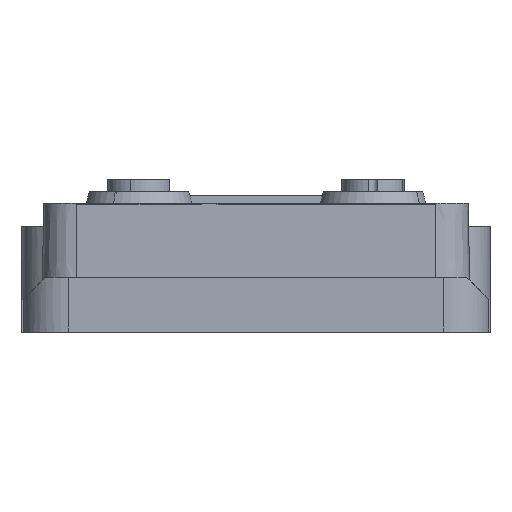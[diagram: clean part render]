
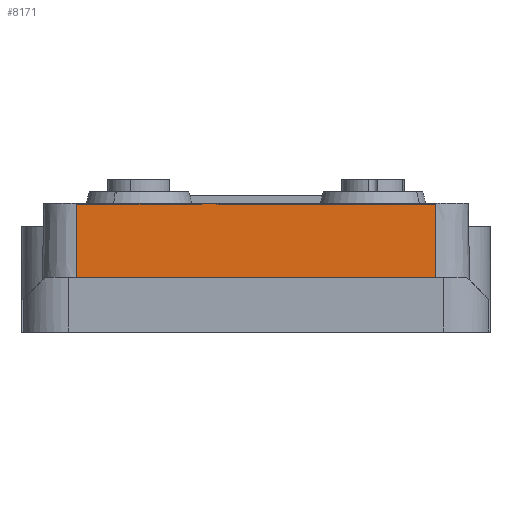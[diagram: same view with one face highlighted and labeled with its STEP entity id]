
A CAD part, front view. The second image highlights one B-rep face of the part: STEP entity #8171.
In plain terms, the highlighted planar face has unit normal (0, -1, 0.018).
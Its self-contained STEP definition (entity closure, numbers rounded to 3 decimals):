
#8151=AXIS2_PLACEMENT_3D('Plane Axis2P3D',#8148,#8149,#8150) ;
#7458=CARTESIAN_POINT('Vertex',(7.,0.288,16.5)) ;
#7461=CARTESIAN_POINT('Line Origine',(30.,0.288,16.5)) ;
#7465=CARTESIAN_POINT('Vertex',(53.,0.288,16.5)) ;
#8132=CARTESIAN_POINT('Vertex',(53.,0.122,7.)) ;
#8135=CARTESIAN_POINT('Line Origine',(53.,0.144,8.25)) ;
#8148=CARTESIAN_POINT('Axis2P3D Location',(57.5,0.,0.)) ;
#8153=CARTESIAN_POINT('Line Origine',(7.,0.144,8.25)) ;
#8157=CARTESIAN_POINT('Vertex',(7.,0.122,7.)) ;
#8160=CARTESIAN_POINT('Line Origine',(30.,0.122,7.)) ;
#7462=DIRECTION('Vector Direction',(-1.,0.,0.)) ;
#8136=DIRECTION('Vector Direction',(0.,-0.017,-1.)) ;
#8149=DIRECTION('Axis2P3D Direction',(0.,-1.,0.017)) ;
#8150=DIRECTION('Axis2P3D XDirection',(-1.,0.,0.)) ;
#8154=DIRECTION('Vector Direction',(0.,-0.017,-1.)) ;
#8161=DIRECTION('Vector Direction',(-1.,0.,0.)) ;
#7463=VECTOR('Line Direction',#7462,1.) ;
#8137=VECTOR('Line Direction',#8136,1.) ;
#8155=VECTOR('Line Direction',#8154,1.) ;
#8162=VECTOR('Line Direction',#8161,1.) ;
#8166=ORIENTED_EDGE('',*,*,#8139,.T.) ;
#8167=ORIENTED_EDGE('',*,*,#7467,.F.) ;
#8168=ORIENTED_EDGE('',*,*,#8159,.F.) ;
#8169=ORIENTED_EDGE('',*,*,#8164,.F.) ;
#8171=ADVANCED_FACE('Hauptkoerper',(#8170),#8152,.T.) ;
#7467=EDGE_CURVE('',#7459,#7466,#7464,.F.) ;
#8139=EDGE_CURVE('',#8133,#7466,#8138,.F.) ;
#8159=EDGE_CURVE('',#8158,#7459,#8156,.F.) ;
#8164=EDGE_CURVE('',#8133,#8158,#8163,.T.) ;
#8165=EDGE_LOOP('',(#8166,#8167,#8168,#8169)) ;
#8170=FACE_OUTER_BOUND('',#8165,.T.) ;
#7464=LINE('Line',#7461,#7463) ;
#8138=LINE('Line',#8135,#8137) ;
#8156=LINE('Line',#8153,#8155) ;
#8163=LINE('Line',#8160,#8162) ;
#8152=PLANE('',#8151) ;
#7459=VERTEX_POINT('',#7458) ;
#7466=VERTEX_POINT('',#7465) ;
#8133=VERTEX_POINT('',#8132) ;
#8158=VERTEX_POINT('',#8157) ;
